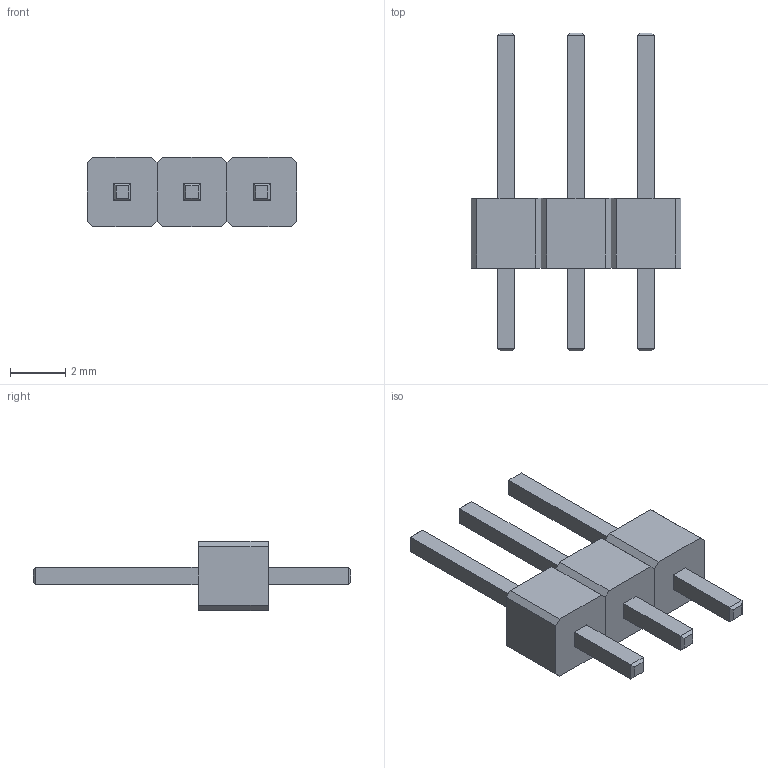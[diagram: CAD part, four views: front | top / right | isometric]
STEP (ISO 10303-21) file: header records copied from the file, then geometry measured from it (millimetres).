
FILE_DESCRIPTION (( 'STEP AP214' ), '1' );
FILE_NAME ('User Library-PLS-3.STEP', '2017-08-16T10:38:24', ( 'Windows User' ), ( '' ), 'SwSTEP 2.0', 'SolidWorks 2017', '' );
FILE_SCHEMA (( 'AUTOMOTIVE_DESIGN' ));
Length unit declared in the file: millimetre
Products named in the file (1): User Library-PLS-3
Bounding box: 7.62 x 11.54 x 2.54 mm (x, y, z)
Volume: 59.5 mm3; surface area: 219.2 mm2
Topology: 6 solids, 6 shells, 84 faces, 192 edges, 120 vertices
Faces by surface type: plane 84
Entity records: 2991 total; most frequent: CARTESIAN_POINT 397, ORIENTED_EDGE 384, DIRECTION 362, EDGE_CURVE 192, LINE 192, VECTOR 192, VERTEX_POINT 120, EDGE_LOOP 90
